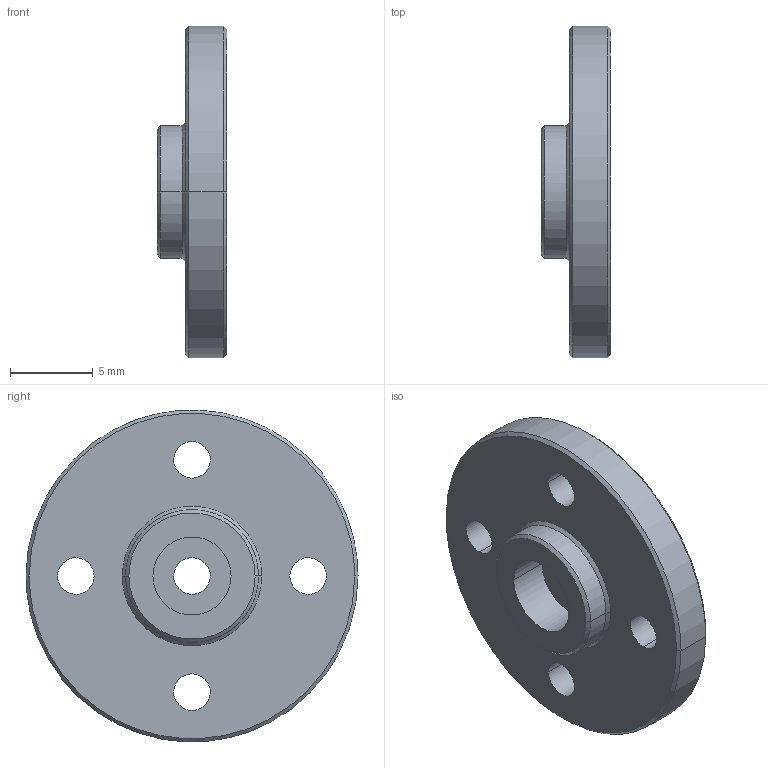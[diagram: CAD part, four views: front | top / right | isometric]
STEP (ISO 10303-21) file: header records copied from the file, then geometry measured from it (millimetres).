
FILE_DESCRIPTION (( 'STEP AP214' ), '1' );
FILE_NAME ('m2 metal servo horn.STEP', '2024-12-16T23:55:07', ( '' ), ( '' ), 'SwSTEP 2.0', 'SolidWorks 2024', '' );
FILE_SCHEMA (( 'AUTOMOTIVE_DESIGN' ));
Length unit declared in the file: millimetre
Products named in the file (1): m2 metal servo horn
Bounding box: 4.2 x 20 x 19.98 mm (x, y, z)
Volume: 782.3 mm3; surface area: 887.1 mm2
Topology: 1 solids, 1 shells, 30 faces, 70 edges, 44 vertices
Faces by surface type: cylinder 18, bspline 8, plane 4
Entity records: 918 total; most frequent: CARTESIAN_POINT 402, ORIENTED_EDGE 140, EDGE_CURVE 70, DIRECTION 48, VERTEX_POINT 44, EDGE_LOOP 42, FACE_OUTER_BOUND 30, ADVANCED_FACE 30
